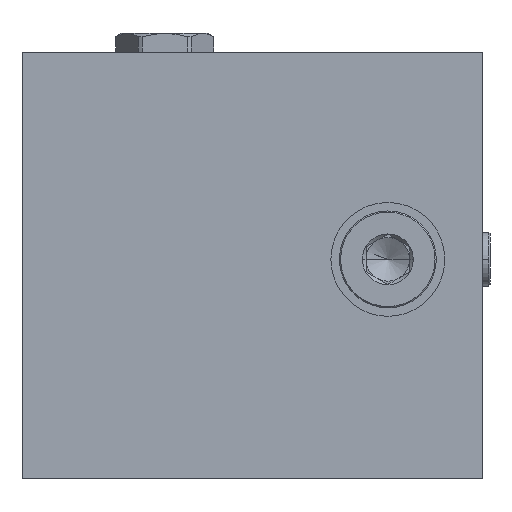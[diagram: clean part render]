
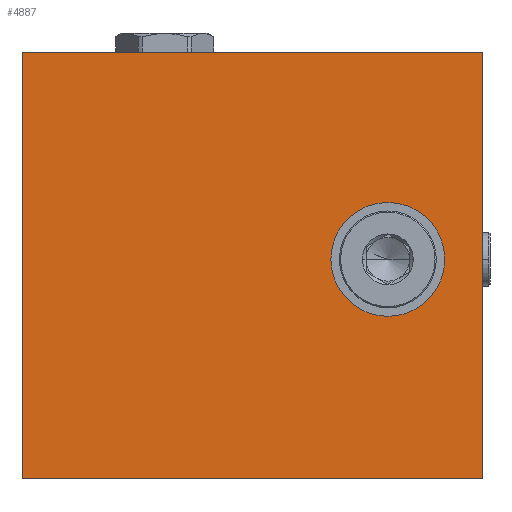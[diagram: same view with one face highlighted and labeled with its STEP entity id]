
A CAD part, left-side view. The second image highlights one B-rep face of the part: STEP entity #4887.
In plain terms, the highlighted planar face has unit normal (-1, 0, 0).
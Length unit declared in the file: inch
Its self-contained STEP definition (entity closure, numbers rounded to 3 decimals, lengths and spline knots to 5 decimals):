
#1=DIRECTION('',(0.,-1.,0.));
#2=VECTOR('',#1,5.938);
#3=CARTESIAN_POINT('',(0.,0.,0.));
#4=LINE('',#3,#2);
#37=DIRECTION('',(0.,0.,1.));
#38=VECTOR('',#37,5.5);
#39=CARTESIAN_POINT('',(0.,0.,0.));
#40=LINE('',#39,#38);
#41=CARTESIAN_POINT('',(0.,-4.719,2.831));
#42=DIRECTION('',(1.,0.,0.));
#43=DIRECTION('',(0.,0.,-1.));
#44=AXIS2_PLACEMENT_3D('',#41,#42,#43);
#46=CARTESIAN_POINT('',(0.,-4.719,2.831));
#47=DIRECTION('',(1.,0.,0.));
#48=DIRECTION('',(0.,0.,1.));
#49=AXIS2_PLACEMENT_3D('',#46,#47,#48);
#109=DIRECTION('',(0.,0.,1.));
#110=VECTOR('',#109,5.5);
#111=CARTESIAN_POINT('',(0.,-5.938,0.));
#112=LINE('',#111,#110);
#163=DIRECTION('',(0.,-1.,0.));
#164=VECTOR('',#163,5.938);
#165=CARTESIAN_POINT('',(0.,0.,5.5));
#166=LINE('',#165,#164);
#4203=CARTESIAN_POINT('',(0.,0.,0.));
#4204=CARTESIAN_POINT('',(0.,-5.938,0.));
#4205=VERTEX_POINT('',#4203);
#4206=VERTEX_POINT('',#4204);
#4211=CARTESIAN_POINT('',(0.,0.,5.5));
#4212=CARTESIAN_POINT('',(0.,-5.938,5.5));
#4213=VERTEX_POINT('',#4211);
#4214=VERTEX_POINT('',#4212);
#4661=CARTESIAN_POINT('',(0.,-4.719,2.0965));
#4662=CARTESIAN_POINT('',(0.,-4.719,3.5655));
#4663=VERTEX_POINT('',#4661);
#4664=VERTEX_POINT('',#4662);
#4867=CARTESIAN_POINT('',(0.,0.,0.));
#4868=DIRECTION('',(-1.,0.,0.));
#4869=DIRECTION('',(0.,-1.,0.));
#4870=AXIS2_PLACEMENT_3D('',#4867,#4868,#4869);
#4871=PLANE('',#4870);
#4872=ORIENTED_EDGE('',*,*,#4844,.F.);
#4874=ORIENTED_EDGE('',*,*,#4873,.T.);
#4876=ORIENTED_EDGE('',*,*,#4875,.T.);
#4878=ORIENTED_EDGE('',*,*,#4877,.F.);
#4879=EDGE_LOOP('',(#4872,#4874,#4876,#4878));
#4880=FACE_OUTER_BOUND('',#4879,.F.);
#4882=ORIENTED_EDGE('',*,*,#4881,.F.);
#4884=ORIENTED_EDGE('',*,*,#4883,.F.);
#4885=EDGE_LOOP('',(#4882,#4884));
#4886=FACE_BOUND('',#4885,.F.);
#4887=ADVANCED_FACE('',(#4880,#4886),#4871,.T.);
#45=CIRCLE('',#44,0.7345);
#50=CIRCLE('',#49,0.7345);
#4844=EDGE_CURVE('',#4205,#4206,#4,.T.);
#4873=EDGE_CURVE('',#4205,#4213,#40,.T.);
#4875=EDGE_CURVE('',#4213,#4214,#166,.T.);
#4877=EDGE_CURVE('',#4206,#4214,#112,.T.);
#4881=EDGE_CURVE('',#4663,#4664,#45,.T.);
#4883=EDGE_CURVE('',#4664,#4663,#50,.T.);
